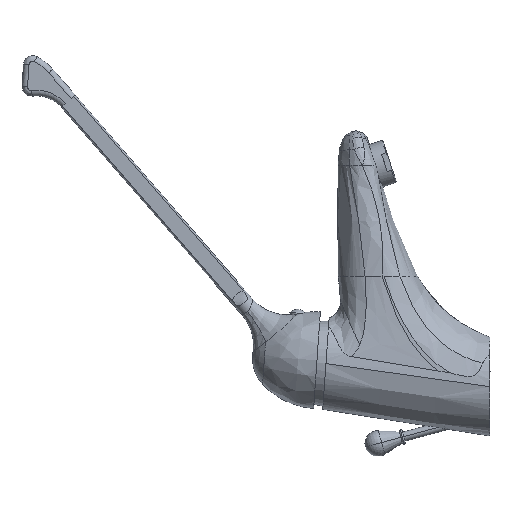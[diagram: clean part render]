
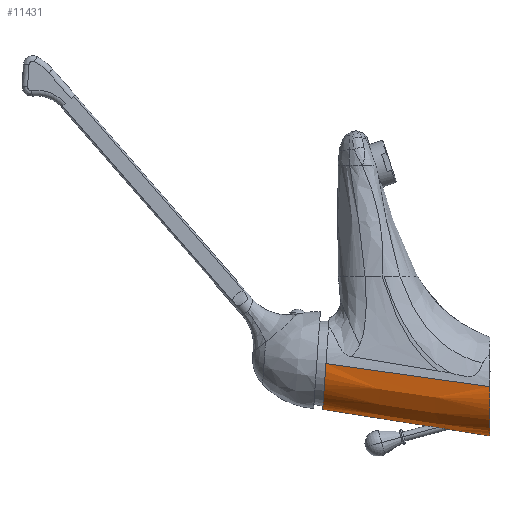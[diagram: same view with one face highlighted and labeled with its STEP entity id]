
A CAD part, left-side view. The second image highlights one B-rep face of the part: STEP entity #11431.
In plain terms, the highlighted free-form (B-spline) face has degree [3, 3] with [4, 7] control points.
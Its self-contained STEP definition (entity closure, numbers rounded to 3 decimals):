
#3093=CARTESIAN_POINT('',(0.,35.17,-21.161));
#3094=CARTESIAN_POINT('',(-0.038,35.17,
-21.161));
#3095=CARTESIAN_POINT('',(-0.114,35.165,
-21.162));
#3096=CARTESIAN_POINT('',(-0.226,35.147,
-21.164));
#3097=CARTESIAN_POINT('',(-0.34,35.115,
-21.168));
#3098=CARTESIAN_POINT('',(-0.455,35.071,
-21.173));
#3099=CARTESIAN_POINT('',(-0.575,35.01,
-21.18));
#3100=CARTESIAN_POINT('',(-0.701,34.93,
-21.19));
#3101=CARTESIAN_POINT('',(-0.833,34.828,
-21.202));
#3102=CARTESIAN_POINT('',(-0.971,34.701,
-21.217));
#3103=CARTESIAN_POINT('',(-1.115,34.544,
-21.237));
#3104=CARTESIAN_POINT('',(-1.265,34.355,
-21.26));
#3105=CARTESIAN_POINT('',(-1.419,34.128,
-21.288));
#3106=CARTESIAN_POINT('',(-1.576,33.86,
-21.321));
#3107=CARTESIAN_POINT('',(-1.736,33.545,
-21.361));
#3108=CARTESIAN_POINT('',(-1.896,33.178,
-21.408));
#3109=CARTESIAN_POINT('',(-2.055,32.753,
-21.463));
#3110=CARTESIAN_POINT('',(-2.211,32.261,
-21.529));
#3111=CARTESIAN_POINT('',(-2.359,31.695,
-21.605));
#3112=CARTESIAN_POINT('',(-2.498,31.04,
-21.697));
#3113=CARTESIAN_POINT('',(-2.618,30.282,
-21.805));
#3114=CARTESIAN_POINT('',(-2.708,29.436,
-21.931));
#3115=CARTESIAN_POINT('',(-2.752,28.569,
-22.064));
#3116=CARTESIAN_POINT('',(-2.751,27.713,
-22.2));
#3117=CARTESIAN_POINT('',(-2.706,26.895,
-22.335));
#3118=CARTESIAN_POINT('',(-2.623,26.136,
-22.464));
#3119=CARTESIAN_POINT('',(-2.508,25.449,
-22.585));
#3120=CARTESIAN_POINT('',(-2.371,24.844,
-22.694));
#3121=CARTESIAN_POINT('',(-2.219,24.32,
-22.791));
#3122=CARTESIAN_POINT('',(-2.058,23.872,
-22.875));
#3123=CARTESIAN_POINT('',(-1.893,23.489,
-22.949));
#3124=CARTESIAN_POINT('',(-1.725,23.164,
-23.012));
#3125=CARTESIAN_POINT('',(-1.559,22.889,
-23.066));
#3126=CARTESIAN_POINT('',(-1.396,22.66,
-23.112));
#3127=CARTESIAN_POINT('',(-1.237,22.469,
-23.15));
#3128=CARTESIAN_POINT('',(-1.083,22.313,
-23.182));
#3129=CARTESIAN_POINT('',(-0.936,22.185,
-23.208));
#3130=CARTESIAN_POINT('',(-0.792,22.082,
-23.229));
#3131=CARTESIAN_POINT('',(-0.653,21.999,
-23.246));
#3132=CARTESIAN_POINT('',(-0.519,21.935,
-23.259));
#3133=CARTESIAN_POINT('',(-0.388,21.888,
-23.269));
#3134=CARTESIAN_POINT('',(-0.258,21.855,
-23.276));
#3135=CARTESIAN_POINT('',(-0.13,21.835,
-23.28));
#3136=CARTESIAN_POINT('',(-0.043,21.83,
-23.281));
#3137=CARTESIAN_POINT('',(0.,21.83,-23.281));
#3139=CARTESIAN_POINT('',(-24.9,89.,12.508));
#3140=CARTESIAN_POINT('',(-24.9,89.227,9.257));
#3141=CARTESIAN_POINT('',(-23.603,89.682,2.755));
#3142=CARTESIAN_POINT('',(-18.065,90.26,
-5.513));
#3143=CARTESIAN_POINT('',(-9.777,90.646,
-11.038));
#3144=CARTESIAN_POINT('',(-3.259,90.737,
-12.331));
#3145=CARTESIAN_POINT('',(0.,90.737,
-12.331));
#3147=DIRECTION('',(-0.021,-0.99,-0.139));
#3148=VECTOR('',#3147,89.894);
#3149=CARTESIAN_POINT('',(-24.9,89.,12.508));
#3150=LINE('',#3149,#3148);
#3151=CARTESIAN_POINT('',(0.,0.,-26.75));
#3152=CARTESIAN_POINT('',(-3.502,0.,-26.75));
#3153=CARTESIAN_POINT('',(-10.503,0.,-25.357));
#3154=CARTESIAN_POINT('',(-19.408,0.,-19.408));
#3155=CARTESIAN_POINT('',(-25.357,0.,-10.503));
#3156=CARTESIAN_POINT('',(-26.75,0.,-3.502));
#3157=CARTESIAN_POINT('',(-26.75,0.,0.));
#3167=CARTESIAN_POINT('',(0.,21.83,-23.281));
#3211=CARTESIAN_POINT('',(0.,35.17,-21.161));
#3213=DIRECTION('',(0.,-0.988,-0.157));
#3214=VECTOR('',#3213,22.104);
#3215=CARTESIAN_POINT('',(0.,21.83,-23.281));
#3216=LINE('',#3215,#3214);
#3223=CARTESIAN_POINT('',(0.,0.,-26.75));
#3225=CARTESIAN_POINT('',(0.,90.737,
-12.331));
#3233=DIRECTION('',(0.,-0.988,-0.157));
#3234=VECTOR('',#3233,56.264);
#3235=CARTESIAN_POINT('',(0.,90.737,
-12.331));
#3236=LINE('',#3235,#3234);
#5747=VERTEX_POINT('',#3225);
#5749=VERTEX_POINT('',#3139);
#5751=VERTEX_POINT('',#3223);
#5752=VERTEX_POINT('',#3157);
#6030=VERTEX_POINT('',#3167);
#6031=VERTEX_POINT('',#3211);
#11391=CARTESIAN_POINT('',(0.781,92.551,
-12.03));
#11392=CARTESIAN_POINT('',(-2.732,92.559,
-12.142));
#11393=CARTESIAN_POINT('',(-9.541,92.47,
-10.899));
#11394=CARTESIAN_POINT('',(-18.039,92.065,
-5.235));
#11395=CARTESIAN_POINT('',(-23.716,91.46,
3.241));
#11396=CARTESIAN_POINT('',(-24.963,90.975,
10.033));
#11397=CARTESIAN_POINT('',(-24.851,90.724,
13.537));
#11398=CARTESIAN_POINT('',(0.801,61.096,
-17.029));
#11399=CARTESIAN_POINT('',(-2.803,61.101,
-17.143));
#11400=CARTESIAN_POINT('',(-9.788,61.042,
-15.867));
#11401=CARTESIAN_POINT('',(-18.504,60.775,
-10.052));
#11402=CARTESIAN_POINT('',(-24.328,60.375,
-1.35));
#11403=CARTESIAN_POINT('',(-25.607,60.055,
5.624));
#11404=CARTESIAN_POINT('',(-25.492,59.89,
9.222));
#11405=CARTESIAN_POINT('',(0.821,29.64,
-22.027));
#11406=CARTESIAN_POINT('',(-2.873,29.643,
-22.145));
#11407=CARTESIAN_POINT('',(-10.034,29.615,
-20.834));
#11408=CARTESIAN_POINT('',(-18.969,29.485,
-14.869));
#11409=CARTESIAN_POINT('',(-24.939,29.291,
-5.94));
#11410=CARTESIAN_POINT('',(-26.251,29.136,
1.215));
#11411=CARTESIAN_POINT('',(-26.133,29.056,
4.907));
#11412=CARTESIAN_POINT('',(0.841,-1.815,
-27.025));
#11413=CARTESIAN_POINT('',(-2.944,-1.815,
-27.146));
#11414=CARTESIAN_POINT('',(-10.28,-1.813,
-25.802));
#11415=CARTESIAN_POINT('',(-19.434,-1.805,
-19.685));
#11416=CARTESIAN_POINT('',(-25.551,-1.793,
-10.53));
#11417=CARTESIAN_POINT('',(-26.894,-1.784,
-3.194));
#11418=CARTESIAN_POINT('',(-26.774,-1.779,
0.591));
#11419=B_SPLINE_SURFACE_WITH_KNOTS('',3,3,((#11391,#11392,#11393,#11394,#11395,
#11396,#11397),(#11398,#11399,#11400,#11401,#11402,#11403,#11404),(#11405,
#11406,#11407,#11408,#11409,#11410,#11411),(#11412,#11413,#11414,#11415,#11416,
#11417,#11418)),.UNSPECIFIED.,.F.,.F.,.F.,(4,4),(4,1,1,1,4),(-0.02,1.02),(
0.495,0.563,0.625,0.688,0.755),.UNSPECIFIED.);
#11421=ORIENTED_EDGE('',*,*,#11420,.F.);
#11423=ORIENTED_EDGE('',*,*,#11422,.F.);
#11424=ORIENTED_EDGE('',*,*,#9457,.F.);
#11425=ORIENTED_EDGE('',*,*,#11369,.T.);
#11426=ORIENTED_EDGE('',*,*,#11111,.F.);
#11428=ORIENTED_EDGE('',*,*,#11427,.F.);
#11429=EDGE_LOOP('',(#11421,#11423,#11424,#11425,#11426,#11428));
#11430=FACE_OUTER_BOUND('',#11429,.F.);
#11431=ADVANCED_FACE('',(#11430),#11419,.T.);
#3138=B_SPLINE_CURVE_WITH_KNOTS('',3,(#3093,#3094,#3095,#3096,#3097,#3098,#3099,
#3100,#3101,#3102,#3103,#3104,#3105,#3106,#3107,#3108,#3109,#3110,#3111,#3112,
#3113,#3114,#3115,#3116,#3117,#3118,#3119,#3120,#3121,#3122,#3123,#3124,#3125,
#3126,#3127,#3128,#3129,#3130,#3131,#3132,#3133,#3134,#3135,#3136,#3137),
.UNSPECIFIED.,.F.,.F.,(4,1,1,1,1,1,1,1,1,1,1,1,1,1,1,1,1,1,1,1,1,1,1,1,1,1,1,1,
1,1,1,1,1,1,1,1,1,1,1,1,1,1,4),(0.,0.024,0.048,
0.071,0.095,0.119,0.143,
0.167,0.19,0.214,0.238,
0.262,0.286,0.31,0.333,
0.357,0.381,0.405,0.429,
0.452,0.476,0.5,0.524,0.548,
0.571,0.595,0.619,0.643,
0.667,0.69,0.714,0.738,
0.762,0.786,0.81,0.833,
0.857,0.881,0.905,0.929,
0.952,0.976,1.),.UNSPECIFIED.);
#3146=B_SPLINE_CURVE_WITH_KNOTS('',3,(#3139,#3140,#3141,#3142,#3143,#3144,
#3145),.UNSPECIFIED.,.F.,.F.,(4,1,1,1,4),(0.,0.25,0.5,0.75,1.),
.UNSPECIFIED.);
#3158=B_SPLINE_CURVE_WITH_KNOTS('',3,(#3151,#3152,#3153,#3154,#3155,#3156,
#3157),.UNSPECIFIED.,.F.,.F.,(4,1,1,1,4),(0.,0.25,0.5,0.75,1.),
.UNSPECIFIED.);
#9457=EDGE_CURVE('',#5749,#5747,#3146,.T.);
#11111=EDGE_CURVE('',#5751,#5752,#3158,.T.);
#11369=EDGE_CURVE('',#5749,#5752,#3150,.T.);
#11420=EDGE_CURVE('',#6031,#6030,#3138,.T.);
#11422=EDGE_CURVE('',#5747,#6031,#3236,.T.);
#11427=EDGE_CURVE('',#6030,#5751,#3216,.T.);
